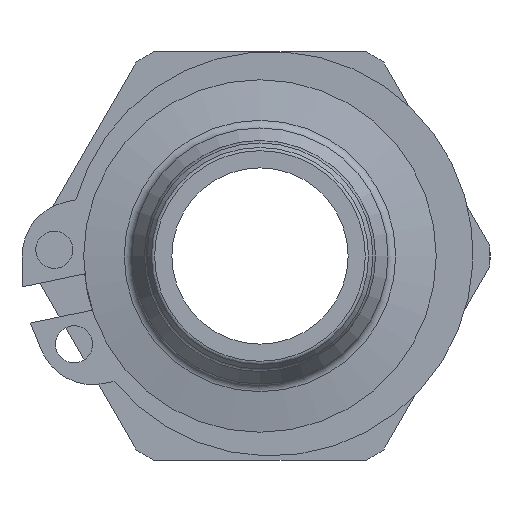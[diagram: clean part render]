
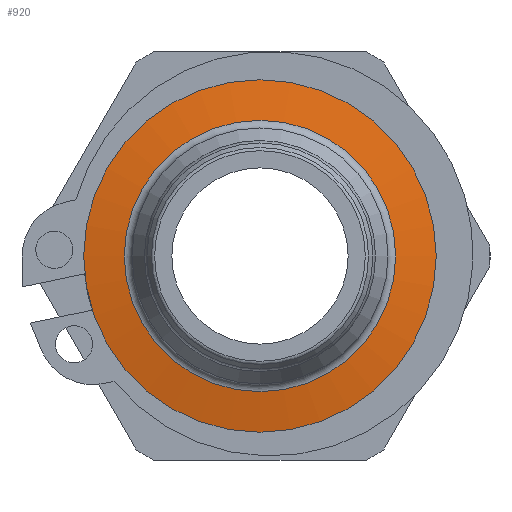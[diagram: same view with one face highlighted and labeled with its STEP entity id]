
A CAD part, left-side view. The second image highlights one B-rep face of the part: STEP entity #920.
In plain terms, the highlighted conical face has half-angle 80 degrees and reference radius 10.45 mm.
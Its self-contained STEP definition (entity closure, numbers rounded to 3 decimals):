
#16=CONICAL_SURFACE('',#1038,10.45,1.396);
#80=FACE_OUTER_BOUND('',#138,.T.);
#138=EDGE_LOOP('',(#708,#709,#710,#711,#712,#713));
#205=LINE('',#1547,#271);
#271=VECTOR('',#1265,10.45);
#336=CIRCLE('',#1031,7.313);
#340=CIRCLE('',#1035,7.313);
#342=CIRCLE('',#1039,9.5);
#343=CIRCLE('',#1040,9.5);
#415=VERTEX_POINT('',#1530);
#416=VERTEX_POINT('',#1531);
#420=VERTEX_POINT('',#1544);
#421=VERTEX_POINT('',#1545);
#517=EDGE_CURVE('',#415,#416,#336,.T.);
#521=EDGE_CURVE('',#416,#415,#340,.T.);
#524=EDGE_CURVE('',#420,#421,#342,.T.);
#525=EDGE_CURVE('',#421,#415,#205,.T.);
#526=EDGE_CURVE('',#421,#420,#343,.T.);
#708=ORIENTED_EDGE('',*,*,#524,.T.);
#709=ORIENTED_EDGE('',*,*,#525,.T.);
#710=ORIENTED_EDGE('',*,*,#521,.F.);
#711=ORIENTED_EDGE('',*,*,#517,.F.);
#712=ORIENTED_EDGE('',*,*,#525,.F.);
#713=ORIENTED_EDGE('',*,*,#526,.T.);
#920=ADVANCED_FACE('',(#80),#16,.T.);
#1031=AXIS2_PLACEMENT_3D('',#1532,#1246,#1247);
#1035=AXIS2_PLACEMENT_3D('',#1538,#1254,#1255);
#1038=AXIS2_PLACEMENT_3D('',#1543,#1261,#1262);
#1039=AXIS2_PLACEMENT_3D('',#1546,#1263,#1264);
#1040=AXIS2_PLACEMENT_3D('',#1548,#1266,#1267);
#1246=DIRECTION('center_axis',(-1.,0.,0.));
#1247=DIRECTION('ref_axis',(0.,-1.,0.));
#1254=DIRECTION('center_axis',(-1.,0.,0.));
#1255=DIRECTION('ref_axis',(0.,-1.,0.));
#1261=DIRECTION('center_axis',(1.,0.,0.));
#1262=DIRECTION('ref_axis',(0.,1.,0.));
#1263=DIRECTION('center_axis',(-1.,0.,0.));
#1264=DIRECTION('ref_axis',(0.,-1.,0.));
#1265=DIRECTION('',(-0.174,0.985,0.));
#1266=DIRECTION('center_axis',(-1.,0.,0.));
#1267=DIRECTION('ref_axis',(0.,-1.,0.));
#1530=CARTESIAN_POINT('',(19.073,-7.313,0.));
#1531=CARTESIAN_POINT('',(19.073,0.,-7.313));
#1532=CARTESIAN_POINT('Origin',(19.073,0.,0.));
#1538=CARTESIAN_POINT('Origin',(19.073,0.,0.));
#1543=CARTESIAN_POINT('Origin',(19.626,0.,0.));
#1544=CARTESIAN_POINT('',(19.458,9.5,0.));
#1545=CARTESIAN_POINT('',(19.458,-9.5,0.));
#1546=CARTESIAN_POINT('Origin',(19.458,0.,0.));
#1547=CARTESIAN_POINT('',(19.626,-10.45,0.));
#1548=CARTESIAN_POINT('Origin',(19.458,0.,0.));
